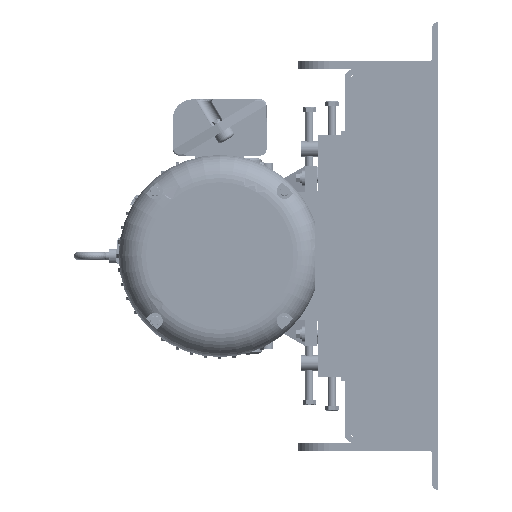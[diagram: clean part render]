
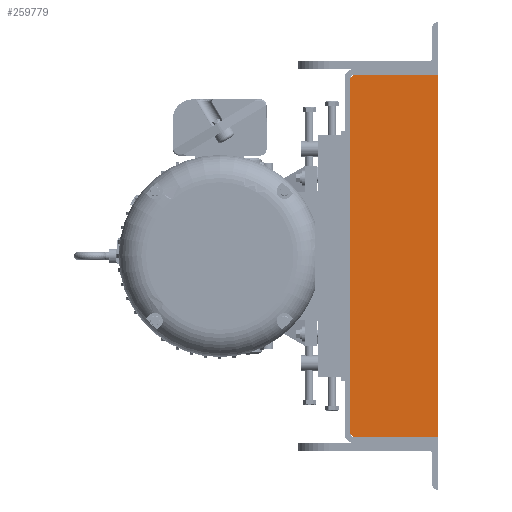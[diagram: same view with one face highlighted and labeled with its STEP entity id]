
A CAD part, left-side view. The second image highlights one B-rep face of the part: STEP entity #259779.
In plain terms, the highlighted planar face has unit normal (-1, 0, 0).
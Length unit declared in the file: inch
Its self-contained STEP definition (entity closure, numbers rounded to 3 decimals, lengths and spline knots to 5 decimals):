
#3658 = EDGE_CURVE ( 'NONE', #241935, #45605, #138392, .T. ) ;
#9741 = CARTESIAN_POINT ( 'NONE',  ( -44.80875, -14.03988, 12.88844 ) ) ;
#11707 = CARTESIAN_POINT ( 'NONE',  ( -44.80875, -8.41488, 11.61194 ) ) ;
#14462 = DIRECTION ( 'NONE',  ( 0., 0., 1. ) ) ;
#19593 = CARTESIAN_POINT ( 'NONE',  ( -44.80875, -14.03988, 11.86194 ) ) ;
#32332 = PLANE ( 'NONE',  #142553 ) ;
#45605 = VERTEX_POINT ( 'NONE', #101272 ) ;
#60907 = CARTESIAN_POINT ( 'NONE',  ( -44.80875, -8.41488, -11.13806 ) ) ;
#73091 = LINE ( 'NONE', #278803, #113659 ) ;
#74801 = DIRECTION ( 'NONE',  ( -1., 0., 0. ) ) ;
#77596 = DIRECTION ( 'NONE',  ( 0., 0., 1. ) ) ;
#80762 = ORIENTED_EDGE ( 'NONE', *, *, #118119, .F. ) ;
#85293 = VERTEX_POINT ( 'NONE', #126357 ) ;
#89452 = EDGE_LOOP ( 'NONE', ( #222288, #80762, #202106, #197224, #244566, #102590 ) ) ;
#97088 = DIRECTION ( 'NONE',  ( 0., 1., 0. ) ) ;
#97930 = EDGE_CURVE ( 'NONE', #85293, #241935, #219289, .T. ) ;
#101272 = CARTESIAN_POINT ( 'NONE',  ( -44.80875, -8.41488, 11.61194 ) ) ;
#102250 = DIRECTION ( 'NONE',  ( 0., -1., 0. ) ) ;
#102590 = ORIENTED_EDGE ( 'NONE', *, *, #205042, .F. ) ;
#104427 = VERTEX_POINT ( 'NONE', #19593 ) ;
#113659 = VECTOR ( 'NONE', #129034, 39.37008 ) ;
#118119 = EDGE_CURVE ( 'NONE', #235262, #104427, #216982, .T. ) ;
#125690 = VERTEX_POINT ( 'NONE', #156501 ) ;
#126357 = CARTESIAN_POINT ( 'NONE',  ( -44.80875, -8.66488, -11.38806 ) ) ;
#129034 = DIRECTION ( 'NONE',  ( 0., 0., -1. ) ) ;
#138087 = VECTOR ( 'NONE', #224894, 39.37008 ) ;
#138392 = LINE ( 'NONE', #11707, #273284 ) ;
#142553 = AXIS2_PLACEMENT_3D ( 'NONE', #9741, #74801, #77596 ) ;
#156501 = CARTESIAN_POINT ( 'NONE',  ( -44.80875, -14.03988, -11.38806 ) ) ;
#159873 = CARTESIAN_POINT ( 'NONE',  ( -44.80875, -8.66488, 11.86194 ) ) ;
#167240 = CARTESIAN_POINT ( 'NONE',  ( -44.80875, -8.41488, -11.13806 ) ) ;
#184101 = EDGE_CURVE ( 'NONE', #45605, #235262, #202142, .T. ) ;
#197224 = ORIENTED_EDGE ( 'NONE', *, *, #3658, .F. ) ;
#202106 = ORIENTED_EDGE ( 'NONE', *, *, #184101, .F. ) ;
#202142 = LINE ( 'NONE', #159873, #138087 ) ;
#204010 = FACE_OUTER_BOUND ( 'NONE', #89452, .T. ) ;
#205042 = EDGE_CURVE ( 'NONE', #125690, #85293, #266187, .T. ) ;
#206848 = DIRECTION ( 'NONE',  ( 0., 0.707, 0.707 ) ) ;
#208894 = VECTOR ( 'NONE', #97088, 39.37008 ) ;
#216982 = LINE ( 'NONE', #231384, #223732 ) ;
#219289 = LINE ( 'NONE', #167240, #239626 ) ;
#222288 = ORIENTED_EDGE ( 'NONE', *, *, #236098, .F. ) ;
#223732 = VECTOR ( 'NONE', #102250, 39.37008 ) ;
#224894 = DIRECTION ( 'NONE',  ( 0., -0.707, 0.707 ) ) ;
#226159 = CARTESIAN_POINT ( 'NONE',  ( -44.80875, -8.66488, -11.38806 ) ) ;
#231384 = CARTESIAN_POINT ( 'NONE',  ( -44.80875, -14.03988, 11.86194 ) ) ;
#235262 = VERTEX_POINT ( 'NONE', #241809 ) ;
#236098 = EDGE_CURVE ( 'NONE', #104427, #125690, #73091, .T. ) ;
#239626 = VECTOR ( 'NONE', #206848, 39.37008 ) ;
#241809 = CARTESIAN_POINT ( 'NONE',  ( -44.80875, -8.66488, 11.86194 ) ) ;
#241935 = VERTEX_POINT ( 'NONE', #60907 ) ;
#244566 = ORIENTED_EDGE ( 'NONE', *, *, #97930, .F. ) ;
#259779 = ADVANCED_FACE ( 'NONE', ( #204010 ), #32332, .T. ) ;
#266187 = LINE ( 'NONE', #226159, #208894 ) ;
#273284 = VECTOR ( 'NONE', #14462, 39.37008 ) ;
#278803 = CARTESIAN_POINT ( 'NONE',  ( -44.80875, -14.03988, -11.38806 ) ) ;
